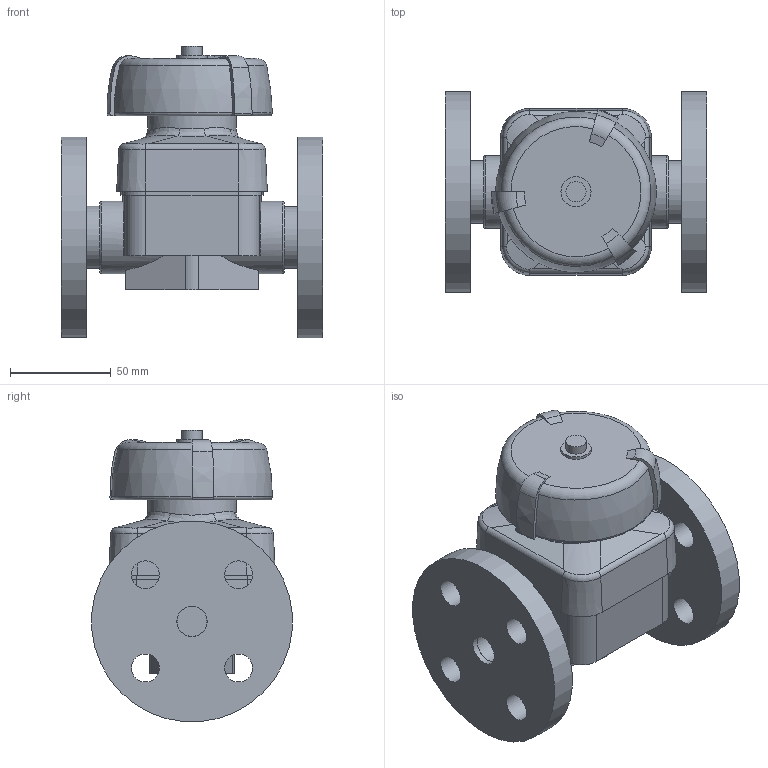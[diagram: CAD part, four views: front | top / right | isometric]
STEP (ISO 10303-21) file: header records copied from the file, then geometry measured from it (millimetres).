
FILE_DESCRIPTION(/* description */ (''),/* implementation_level */ '2;1');
FILE_NAME(/* name */ 'VMOV020E.iam.stp',/* time_stamp */ '2013-10-01T10:39:51+02:00',/* author */ ('bfaro'),/* organization */ (''),/* preprocessor_version */ 'ST-DEVELOPER v15.2',/* originating_system */ 'Autodesk Inventor 2014',/* authorisation */ '');
FILE_SCHEMA (('AUTOMOTIVE_DESIGN { 1 0 10303 214 3 1 1 }'));
Length unit declared in the file: millimetre
Products named in the file (4): SPBDVM020DV; Volantino Vm 20-25-32; Flangia Fissa D20  Socket; VMOV020E
Bounding box: 130 x 99.62 x 144.81 mm (x, y, z)
Volume: 689120.2 mm3; surface area: 109851.1 mm2
Topology: 4 solids, 4 shells, 159 faces, 393 edges, 257 vertices
Faces by surface type: plane 64, cylinder 48, torus 22, bspline 14, cone 11
Full cylindrical faces by diameter (mm): 8 x2, 10 x1, 13.9 x8, 15 x5, 20 x4, 31 x2, 36 x2, 44 x1, 100 x2
Entity records: 5395 total; most frequent: CARTESIAN_POINT 1818, DIRECTION 776, ORIENTED_EDGE 672, EDGE_CURVE 336, AXIS2_PLACEMENT_3D 325, VERTEX_POINT 233, EDGE_LOOP 195, CIRCLE 158
